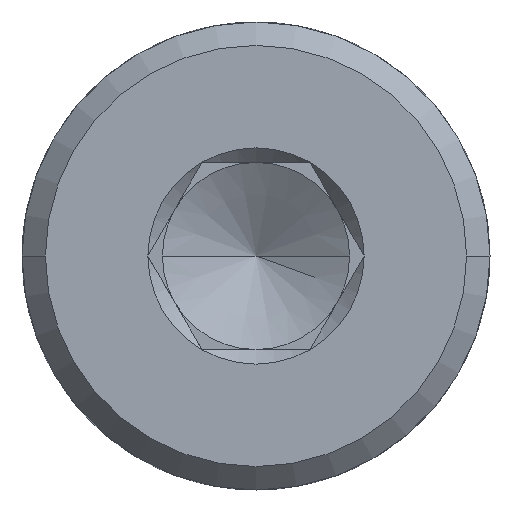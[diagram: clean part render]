
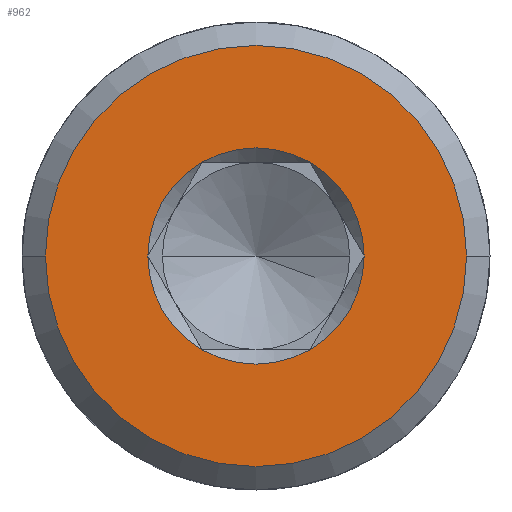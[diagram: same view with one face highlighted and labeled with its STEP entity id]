
A CAD part, front view. The second image highlights one B-rep face of the part: STEP entity #962.
In plain terms, the highlighted planar face has unit normal (0, -1, 0).
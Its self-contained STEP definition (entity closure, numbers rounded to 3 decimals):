
#518=EDGE_CURVE('',#540,#542,#1202,.T.);
#540=VERTEX_POINT('',#1225);
#542=VERTEX_POINT('',#1227);
#554=EDGE_CURVE('',#784,#886,#1239,.T.);
#690=EDGE_CURVE('',#886,#784,#1397,.T.);
#784=VERTEX_POINT('',#1503);
#886=VERTEX_POINT('',#1614);
#932=EDGE_CURVE('',#542,#540,#1665,.T.);
#962=ADVANCED_FACE('',(#1698,#1699),#1700,.T.);
#1202=CIRCLE('',#2073,6.93);
#1225=CARTESIAN_POINT('',(-6.93,0.,0.0));
#1227=CARTESIAN_POINT('',(6.93,0.,0.));
#1239=CIRCLE('',#2158,13.5);
#1397=CIRCLE('',#2449,13.5);
#1503=CARTESIAN_POINT('',(-13.5,0.0,0.));
#1614=CARTESIAN_POINT('',(13.5,0.0,0.0));
#1665=CIRCLE('',#2961,6.93);
#1698=FACE_BOUND('',#3025,.T.);
#1699=FACE_OUTER_BOUND('',#3026,.T.);
#1700=PLANE('',#3027);
#2073=AXIS2_PLACEMENT_3D('',#3334,#3335,#3336);
#2158=AXIS2_PLACEMENT_3D('',#3358,#3359,#3360);
#2449=AXIS2_PLACEMENT_3D('',#3561,#3562,#3563);
#2961=AXIS2_PLACEMENT_3D('',#3868,#3869,#3870);
#3025=EDGE_LOOP('',(#3904,#3905));
#3026=EDGE_LOOP('',(#3906,#3907));
#3027=AXIS2_PLACEMENT_3D('',#3908,#3909,#3910);
#3334=CARTESIAN_POINT('',(0.,0.,0.0));
#3335=DIRECTION('',(0.0,1.0,0.0));
#3336=DIRECTION('',(-1.0,0.0,0.0));
#3358=CARTESIAN_POINT('',(0.0,0.0,0.0));
#3359=DIRECTION('',(-0.0,1.0,0.0));
#3360=DIRECTION('',(1.0,0.0,0.0));
#3561=CARTESIAN_POINT('',(0.0,0.0,0.0));
#3562=DIRECTION('',(-0.0,1.0,0.0));
#3563=DIRECTION('',(1.0,0.0,0.0));
#3868=CARTESIAN_POINT('',(0.,0.,0.0));
#3869=DIRECTION('',(0.0,1.0,0.0));
#3870=DIRECTION('',(-1.0,0.0,0.0));
#3904=ORIENTED_EDGE('',*,*,#518,.T.);
#3905=ORIENTED_EDGE('',*,*,#932,.T.);
#3906=ORIENTED_EDGE('',*,*,#690,.F.);
#3907=ORIENTED_EDGE('',*,*,#554,.F.);
#3908=CARTESIAN_POINT('',(6.75,0.0,0.0));
#3909=DIRECTION('',(-0.0,-1.0,-0.0));
#3910=DIRECTION('',(-1.0,0.0,0.0));
